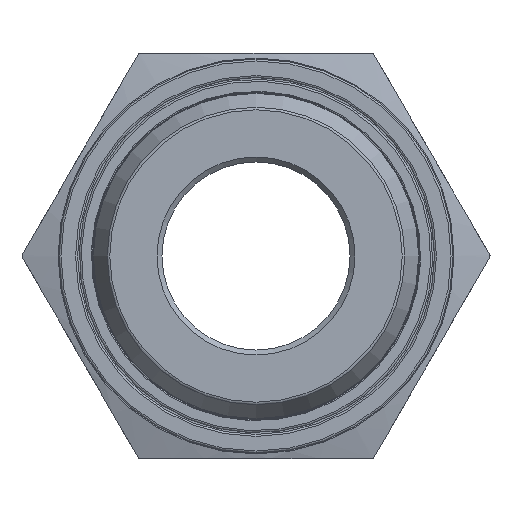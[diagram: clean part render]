
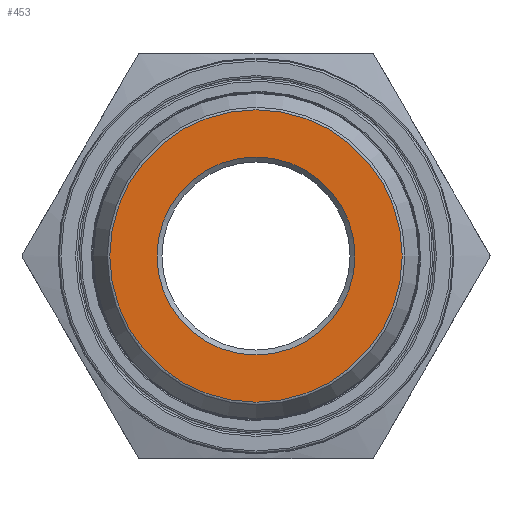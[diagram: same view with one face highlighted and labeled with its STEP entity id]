
A CAD part, left-side view. The second image highlights one B-rep face of the part: STEP entity #453.
In plain terms, the highlighted planar face has unit normal (-1, 0, 0).
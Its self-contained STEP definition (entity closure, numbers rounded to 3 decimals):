
#289=FACE_BOUND('',#559,.T.);
#290=FACE_BOUND('',#560,.T.);
#380=CIRCLE('',#1052,10.);
#381=CIRCLE('',#1053,14.768);
#421=PLANE('',#1054);
#453=ADVANCED_FACE('',(#289,#290),#421,.F.);
#559=EDGE_LOOP('',(#742));
#560=EDGE_LOOP('',(#743));
#742=ORIENTED_EDGE('',*,*,#953,.T.);
#743=ORIENTED_EDGE('',*,*,#954,.T.);
#868=VERTEX_POINT('',#1680);
#869=VERTEX_POINT('',#1682);
#953=EDGE_CURVE('',#868,#868,#380,.T.);
#954=EDGE_CURVE('',#869,#869,#381,.T.);
#1052=AXIS2_PLACEMENT_3D('',#1679,#1221,#1222);
#1053=AXIS2_PLACEMENT_3D('',#1681,#1223,#1224);
#1054=AXIS2_PLACEMENT_3D('',#1683,#1225,#1226);
#1221=DIRECTION('',(1.,0.,0.));
#1222=DIRECTION('',(0.,0.,-1.));
#1223=DIRECTION('',(-1.,0.,0.));
#1224=DIRECTION('',(0.,0.,-1.));
#1225=DIRECTION('',(1.,0.,0.));
#1226=DIRECTION('',(0.,0.,-1.));
#1679=CARTESIAN_POINT('',(0.,0.,0.));
#1680=CARTESIAN_POINT('',(0.,0.,-10.));
#1681=CARTESIAN_POINT('',(0.,0.,0.));
#1682=CARTESIAN_POINT('',(0.,0.,-14.768));
#1683=CARTESIAN_POINT('',(0.,-23.435,0.));
